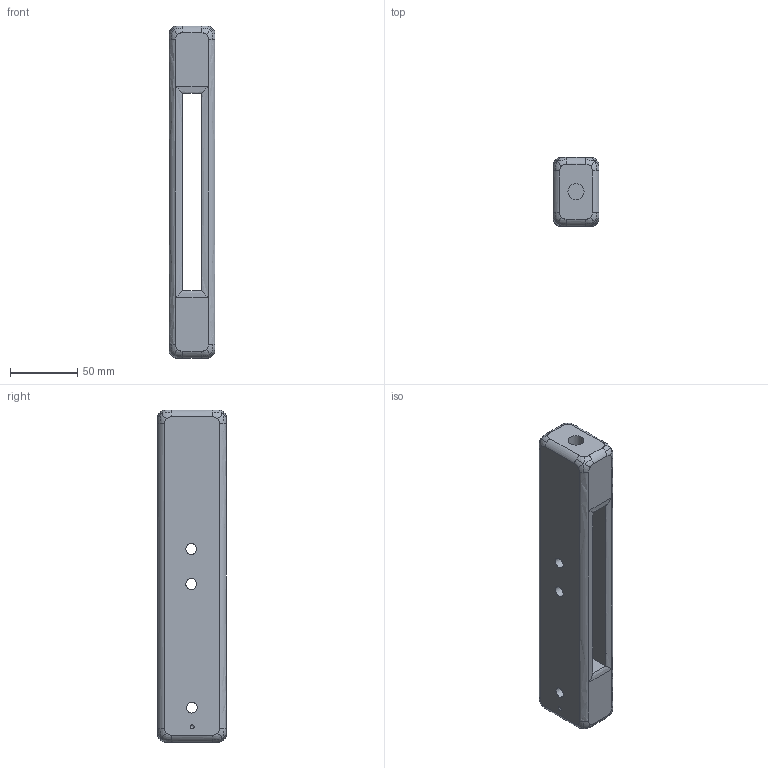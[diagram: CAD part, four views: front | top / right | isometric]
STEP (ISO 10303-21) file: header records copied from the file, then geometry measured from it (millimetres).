
FILE_DESCRIPTION(/* description */ (''),/* implementation_level */ '2;1');
FILE_NAME(/* name */ 'ShifterStick.step',/* time_stamp */ '2026-01-13T17:12:14-06:00',/* author */ (''),/* organization */ (''),/* preprocessor_version */ 'ST-DEVELOPER v20.1',/* originating_system */ 'Autodesk Translation Framework v14.21.0.0',/* authorisation */ '');
FILE_SCHEMA (('AUTOMOTIVE_DESIGN { 1 0 10303 214 3 1 1 }'));
Length unit declared in the file: millimetre
Products named in the file (1): 2026-01-13-17-12-14-067
Bounding box: 34 x 50.8 x 246 mm (x, y, z)
Volume: 304587.6 mm3; surface area: 55304.2 mm2
Topology: 1 solids, 1 shells, 89 faces, 225 edges, 140 vertices
Faces by surface type: bspline 68, plane 12, cylinder 7, sphere 2
Full cylindrical faces by diameter (mm): 8 x4, 11.9 x1
Entity records: 10774 total; most frequent: CARTESIAN_POINT 9121, ORIENTED_EDGE 450, EDGE_CURVE 225, B_SPLINE_CURVE_WITH_KNOTS 178, VERTEX_POINT 140, DIRECTION 123, EDGE_LOOP 103, FACE_OUTER_BOUND 89
